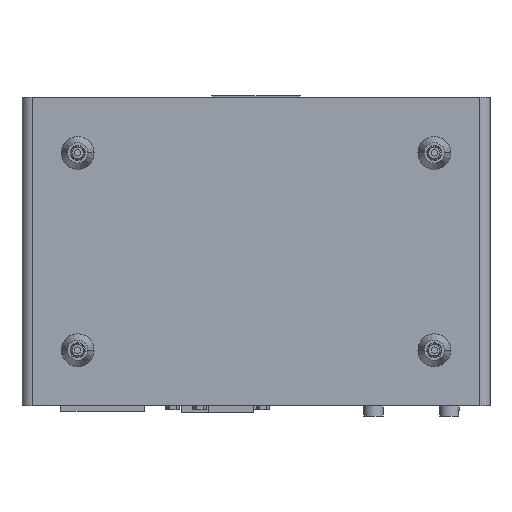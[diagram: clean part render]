
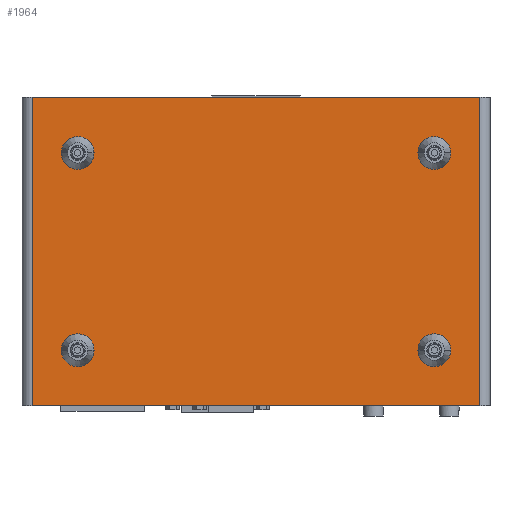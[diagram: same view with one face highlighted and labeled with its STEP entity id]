
A CAD part, front view. The second image highlights one B-rep face of the part: STEP entity #1964.
In plain terms, the highlighted planar face has unit normal (0, -1, 0).
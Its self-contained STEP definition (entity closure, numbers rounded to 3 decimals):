
#126=DIRECTION('',(1.,0.,0.));
#127=VECTOR('',#126,177.);
#128=CARTESIAN_POINT('',(-88.5,0.,61.));
#129=LINE('',#128,#127);
#861=DIRECTION('',(1.,0.,0.));
#862=VECTOR('',#861,177.);
#863=CARTESIAN_POINT('',(-88.5,0.,-61.));
#864=LINE('',#863,#862);
#932=DIRECTION('',(0.,0.,-1.));
#933=VECTOR('',#932,122.);
#934=CARTESIAN_POINT('',(-88.5,0.,61.));
#935=LINE('',#934,#933);
#939=DIRECTION('',(0.,0.,-1.));
#940=VECTOR('',#939,122.);
#941=CARTESIAN_POINT('',(88.5,0.,61.));
#942=LINE('',#941,#940);
#946=CARTESIAN_POINT('',(70.5,0.,-39.));
#947=DIRECTION('',(0.,1.,0.));
#948=DIRECTION('',(1.,0.,0.));
#949=AXIS2_PLACEMENT_3D('',#946,#947,#948);
#954=CARTESIAN_POINT('',(70.5,0.,-39.));
#955=DIRECTION('',(0.,1.,0.));
#956=DIRECTION('',(-1.,0.,0.));
#957=AXIS2_PLACEMENT_3D('',#954,#955,#956);
#962=CARTESIAN_POINT('',(-70.5,0.,-39.));
#963=DIRECTION('',(0.,-1.,0.));
#964=DIRECTION('',(-1.,0.,0.));
#965=AXIS2_PLACEMENT_3D('',#962,#963,#964);
#970=CARTESIAN_POINT('',(-70.5,0.,-39.));
#971=DIRECTION('',(0.,-1.,0.));
#972=DIRECTION('',(1.,0.,0.));
#973=AXIS2_PLACEMENT_3D('',#970,#971,#972);
#978=CARTESIAN_POINT('',(70.5,0.,39.));
#979=DIRECTION('',(0.,-1.,0.));
#980=DIRECTION('',(1.,0.,0.));
#981=AXIS2_PLACEMENT_3D('',#978,#979,#980);
#986=CARTESIAN_POINT('',(70.5,0.,39.));
#987=DIRECTION('',(0.,-1.,0.));
#988=DIRECTION('',(-1.,0.,0.));
#989=AXIS2_PLACEMENT_3D('',#986,#987,#988);
#994=CARTESIAN_POINT('',(-70.5,0.,39.));
#995=DIRECTION('',(0.,1.,0.));
#996=DIRECTION('',(-1.,0.,0.));
#997=AXIS2_PLACEMENT_3D('',#994,#995,#996);
#1002=CARTESIAN_POINT('',(-70.5,0.,39.));
#1003=DIRECTION('',(0.,1.,0.));
#1004=DIRECTION('',(1.,0.,0.));
#1005=AXIS2_PLACEMENT_3D('',#1002,#1003,#1004);
#1117=CARTESIAN_POINT('',(-88.5,0.,-61.));
#1119=VERTEX_POINT('',#1117);
#1123=CARTESIAN_POINT('',(-88.5,0.,61.));
#1124=VERTEX_POINT('',#1123);
#1126=CARTESIAN_POINT('',(88.5,0.,-61.));
#1128=VERTEX_POINT('',#1126);
#1129=CARTESIAN_POINT('',(88.5,0.,61.));
#1130=VERTEX_POINT('',#1129);
#1205=CARTESIAN_POINT('',(71.75,0.,-39.));
#1206=CARTESIAN_POINT('',(69.25,0.,-39.));
#1207=VERTEX_POINT('',#1205);
#1208=VERTEX_POINT('',#1206);
#1213=CARTESIAN_POINT('',(-71.75,0.,-39.));
#1215=VERTEX_POINT('',#1213);
#1217=CARTESIAN_POINT('',(-69.25,0.,-39.));
#1219=VERTEX_POINT('',#1217);
#1221=CARTESIAN_POINT('',(71.75,0.,39.));
#1223=VERTEX_POINT('',#1221);
#1225=CARTESIAN_POINT('',(69.25,0.,39.));
#1227=VERTEX_POINT('',#1225);
#1229=CARTESIAN_POINT('',(-71.75,0.,39.));
#1231=VERTEX_POINT('',#1229);
#1233=CARTESIAN_POINT('',(-69.25,0.,39.));
#1235=VERTEX_POINT('',#1233);
#1928=CARTESIAN_POINT('',(-92.5,0.,61.));
#1929=DIRECTION('',(0.,-1.,0.));
#1930=DIRECTION('',(1.,0.,0.));
#1931=AXIS2_PLACEMENT_3D('',#1928,#1929,#1930);
#1932=PLANE('',#1931);
#1933=ORIENTED_EDGE('',*,*,#1923,.F.);
#1934=ORIENTED_EDGE('',*,*,#1334,.T.);
#1936=ORIENTED_EDGE('',*,*,#1935,.T.);
#1937=ORIENTED_EDGE('',*,*,#1859,.F.);
#1938=EDGE_LOOP('',(#1933,#1934,#1936,#1937));
#1939=FACE_OUTER_BOUND('',#1938,.F.);
#1941=ORIENTED_EDGE('',*,*,#1940,.F.);
#1943=ORIENTED_EDGE('',*,*,#1942,.F.);
#1944=EDGE_LOOP('',(#1941,#1943));
#1945=FACE_BOUND('',#1944,.F.);
#1947=ORIENTED_EDGE('',*,*,#1946,.T.);
#1949=ORIENTED_EDGE('',*,*,#1948,.T.);
#1950=EDGE_LOOP('',(#1947,#1949));
#1951=FACE_BOUND('',#1950,.F.);
#1953=ORIENTED_EDGE('',*,*,#1952,.T.);
#1955=ORIENTED_EDGE('',*,*,#1954,.T.);
#1956=EDGE_LOOP('',(#1953,#1955));
#1957=FACE_BOUND('',#1956,.F.);
#1959=ORIENTED_EDGE('',*,*,#1958,.F.);
#1961=ORIENTED_EDGE('',*,*,#1960,.F.);
#1962=EDGE_LOOP('',(#1959,#1961));
#1963=FACE_BOUND('',#1962,.F.);
#950=CIRCLE('',#949,1.25);
#958=CIRCLE('',#957,1.25);
#966=CIRCLE('',#965,1.25);
#974=CIRCLE('',#973,1.25);
#982=CIRCLE('',#981,1.25);
#990=CIRCLE('',#989,1.25);
#998=CIRCLE('',#997,1.25);
#1006=CIRCLE('',#1005,1.25);
#1334=EDGE_CURVE('',#1124,#1130,#129,.T.);
#1859=EDGE_CURVE('',#1119,#1128,#864,.T.);
#1923=EDGE_CURVE('',#1124,#1119,#935,.T.);
#1935=EDGE_CURVE('',#1130,#1128,#942,.T.);
#1940=EDGE_CURVE('',#1207,#1208,#950,.T.);
#1942=EDGE_CURVE('',#1208,#1207,#958,.T.);
#1946=EDGE_CURVE('',#1215,#1219,#966,.T.);
#1948=EDGE_CURVE('',#1219,#1215,#974,.T.);
#1952=EDGE_CURVE('',#1223,#1227,#982,.T.);
#1954=EDGE_CURVE('',#1227,#1223,#990,.T.);
#1958=EDGE_CURVE('',#1231,#1235,#998,.T.);
#1960=EDGE_CURVE('',#1235,#1231,#1006,.T.);
#1964=ADVANCED_FACE('',(#1939,#1945,#1951,#1957,#1963),#1932,.T.);
